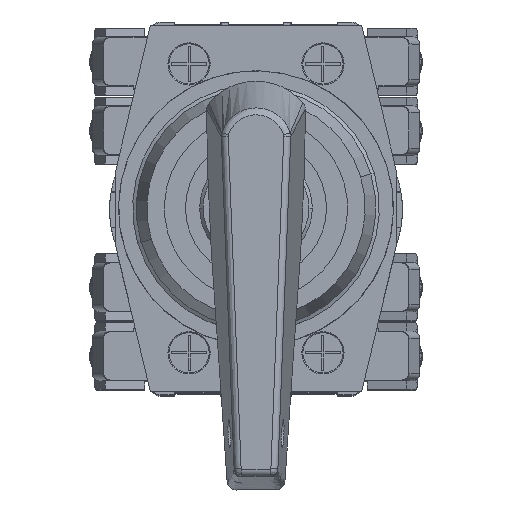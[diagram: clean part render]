
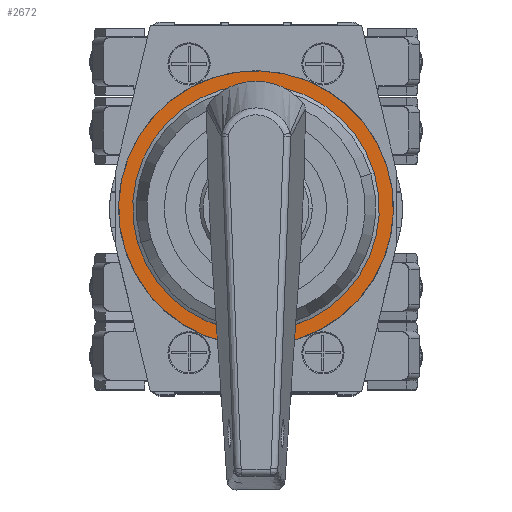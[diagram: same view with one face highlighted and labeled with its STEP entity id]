
A CAD part, top view. The second image highlights one B-rep face of the part: STEP entity #2672.
In plain terms, the highlighted planar face has unit normal (0, 0, 1).
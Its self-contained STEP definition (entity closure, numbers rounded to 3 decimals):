
#909 = VERTEX_POINT ( 'NONE', #22542 ) ;
#1167 = AXIS2_PLACEMENT_3D ( 'NONE', #23258, #7308, #5181 ) ;
#2672 = ADVANCED_FACE ( 'NONE', ( #7675, #26029 ), #3135, .T. ) ;
#3135 = PLANE ( 'NONE',  #16023 ) ;
#3400 = DIRECTION ( 'NONE',  ( 1., 0., 0. ) ) ;
#3873 = DIRECTION ( 'NONE',  ( -1., 0., 0. ) ) ;
#4366 = VERTEX_POINT ( 'NONE', #8175 ) ;
#4846 = DIRECTION ( 'NONE',  ( 0., 0., 1. ) ) ;
#5181 = DIRECTION ( 'NONE',  ( -1., 0., 0. ) ) ;
#6174 = ORIENTED_EDGE ( 'NONE', *, *, #25383, .F. ) ;
#7308 = DIRECTION ( 'NONE',  ( 0., 0., 1. ) ) ;
#7675 = FACE_BOUND ( 'NONE', #20443, .T. ) ;
#8175 = CARTESIAN_POINT ( 'NONE',  ( 14.75, 0., 1.5 ) ) ;
#8284 = VERTEX_POINT ( 'NONE', #13486 ) ;
#8529 = DIRECTION ( 'NONE',  ( 0., 0., 1. ) ) ;
#8558 = AXIS2_PLACEMENT_3D ( 'NONE', #12396, #8529, #3873 ) ;
#9271 = CARTESIAN_POINT ( 'NONE',  ( -19.734, -19.734, 1.5 ) ) ;
#9365 = ORIENTED_EDGE ( 'NONE', *, *, #25322, .F. ) ;
#9510 = DIRECTION ( 'NONE',  ( -1., 0., 0. ) ) ;
#12015 = DIRECTION ( 'NONE',  ( 0., 0., 1. ) ) ;
#12136 = CARTESIAN_POINT ( 'NONE',  ( 0., 0., 1.5 ) ) ;
#12396 = CARTESIAN_POINT ( 'NONE',  ( 0., 0., 1.5 ) ) ;
#13473 = EDGE_CURVE ( 'NONE', #909, #8284, #24123, .T. ) ;
#13486 = CARTESIAN_POINT ( 'NONE',  ( -19.5, 0., 1.5 ) ) ;
#14242 = DIRECTION ( 'NONE',  ( -1., 0., 0. ) ) ;
#15254 = EDGE_LOOP ( 'NONE', ( #23111, #21049 ) ) ;
#15323 = CARTESIAN_POINT ( 'NONE',  ( 0., 0., 1.5 ) ) ;
#16023 = AXIS2_PLACEMENT_3D ( 'NONE', #9271, #25485, #3400 ) ;
#18304 = CIRCLE ( 'NONE', #8558, 14.75 ) ;
#20443 = EDGE_LOOP ( 'NONE', ( #6174, #9365 ) ) ;
#21049 = ORIENTED_EDGE ( 'NONE', *, *, #13473, .T. ) ;
#21281 = AXIS2_PLACEMENT_3D ( 'NONE', #12136, #12015, #14242 ) ;
#22237 = AXIS2_PLACEMENT_3D ( 'NONE', #15323, #4846, #9510 ) ;
#22542 = CARTESIAN_POINT ( 'NONE',  ( 19.5, 0., 1.5 ) ) ;
#23111 = ORIENTED_EDGE ( 'NONE', *, *, #24323, .T. ) ;
#23258 = CARTESIAN_POINT ( 'NONE',  ( 0., 0., 1.5 ) ) ;
#23500 = CIRCLE ( 'NONE', #22237, 19.5 ) ;
#24123 = CIRCLE ( 'NONE', #1167, 19.5 ) ;
#24323 = EDGE_CURVE ( 'NONE', #8284, #909, #23500, .T. ) ;
#25051 = VERTEX_POINT ( 'NONE', #25168 ) ;
#25168 = CARTESIAN_POINT ( 'NONE',  ( -14.75, 0., 1.5 ) ) ;
#25322 = EDGE_CURVE ( 'NONE', #4366, #25051, #18304, .T. ) ;
#25383 = EDGE_CURVE ( 'NONE', #25051, #4366, #25544, .T. ) ;
#25485 = DIRECTION ( 'NONE',  ( 0., 0., 1. ) ) ;
#25544 = CIRCLE ( 'NONE', #21281, 14.75 ) ;
#26029 = FACE_OUTER_BOUND ( 'NONE', #15254, .T. ) ;
